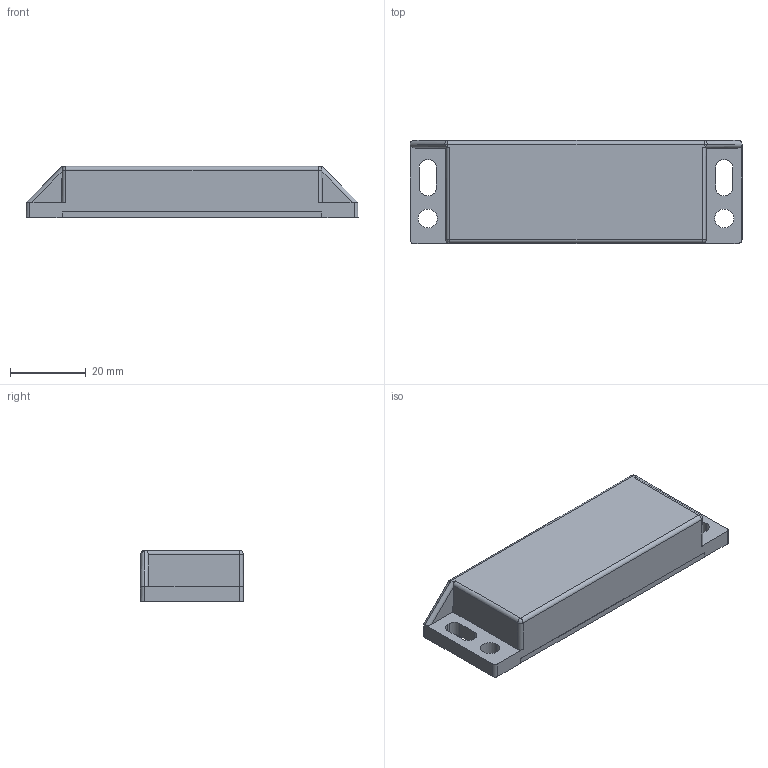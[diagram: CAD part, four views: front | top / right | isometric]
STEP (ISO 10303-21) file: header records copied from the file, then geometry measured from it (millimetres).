
FILE_DESCRIPTION (( 'STEP AP214' ), '1' );
FILE_NAME ('MS7 Act.STEP', '2014-06-30T10:08:41', ( 'SysAdmin' ), ( 'Microsoft' ), 'SwSTEP 2.0', 'SolidWorks 2004231', '' );
FILE_SCHEMA (( 'AUTOMOTIVE_DESIGN' ));
Length unit declared in the file: millimetre
Products named in the file (3): 357.703 (MS7 Switch Red); MS7 Act; 357.700 (MS7 Red Lid)
Assembly tree (2 placements, depth 2):
  MS7 Act
    357.700 (MS7 Red Lid)
    357.703 (MS7 Switch Red)
Bounding box: 87.5 x 27.21 x 13.5 mm (x, y, z)
Volume: 10465.7 mm3; surface area: 13968.6 mm2
Topology: 2 solids, 2 shells, 107 faces, 289 edges, 188 vertices
Faces by surface type: plane 64, cylinder 38, sphere 5
Entity records: 4625 total; most frequent: CARTESIAN_POINT 677, ORIENTED_EDGE 578, DIRECTION 544, EDGE_CURVE 289, VECTOR 210, LINE 210, VERTEX_POINT 188, AXIS2_PLACEMENT_3D 167
